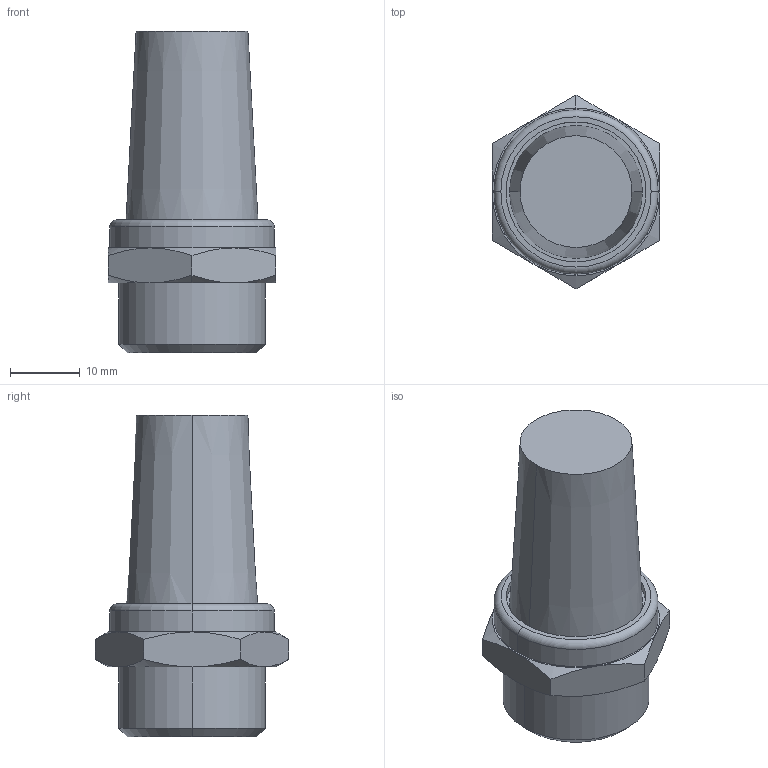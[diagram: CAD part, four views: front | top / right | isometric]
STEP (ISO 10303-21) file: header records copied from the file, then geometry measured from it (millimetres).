
FILE_DESCRIPTION (( 'STEP AP203' ), '1' );
FILE_NAME ('04010004-BE.STEP', '2010-07-19T08:50:54', ( '' ), ( 'sopra-pneumatic' ), 'SwSTEP 2.0', 'SolidWorks 2009', '' );
FILE_SCHEMA (( 'CONFIG_CONTROL_DESIGN' ));
Length unit declared in the file: millimetre
Products named in the file (1): 04010004-BE
Bounding box: 24 x 27.71 x 46 mm (x, y, z)
Volume: 11180.5 mm3; surface area: 5526.3 mm2
Topology: 2 solids, 2 shells, 50 faces, 102 edges, 62 vertices
Faces by surface type: cone 18, plane 16, cylinder 14, torus 2
Entity records: 1465 total; most frequent: CARTESIAN_POINT 335, DIRECTION 232, ORIENTED_EDGE 204, AXIS2_PLACEMENT_3D 103, EDGE_CURVE 102, VERTEX_POINT 62, EDGE_LOOP 58, CIRCLE 52
